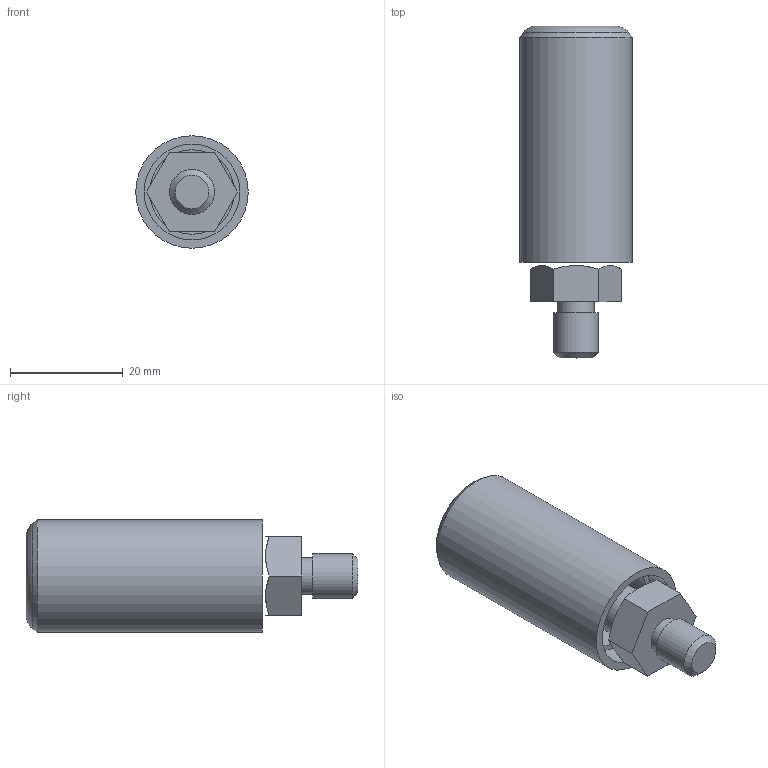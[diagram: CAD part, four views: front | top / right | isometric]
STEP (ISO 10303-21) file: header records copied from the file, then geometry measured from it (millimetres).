
FILE_DESCRIPTION (( 'STEP AP203' ), '1' );
FILE_NAME ('220511 STEP 0104.STEP', '2022-05-11T14:04:09', ( '' ), ( '' ), 'SwSTEP 2.0', 'SolidWorks 2021', '' );
FILE_SCHEMA (( 'CONFIG_CONTROL_DESIGN' ));
Length unit declared in the file: millimetre
Products named in the file (1): 220511 STEP 0104
Bounding box: 20 x 58.99 x 20 mm (x, y, z)
Surface area: 4898.4 mm2 (no closed solid volume)
Topology: 0 solids, 5 shells, 21 faces, 45 edges, 30 vertices
Faces by surface type: plane 12, cylinder 6, cone 2, torus 1
Full cylindrical faces by diameter (mm): 6.5 x1, 8 x1, 9 x1, 15 x1, 17 x1, 20 x1
Entity records: 640 total; most frequent: CARTESIAN_POINT 148, DIRECTION 90, ORIENTED_EDGE 57, AXIS2_PLACEMENT_3D 39, EDGE_CURVE 35, EDGE_LOOP 34, VERTEX_POINT 29, FACE_OUTER_BOUND 28
